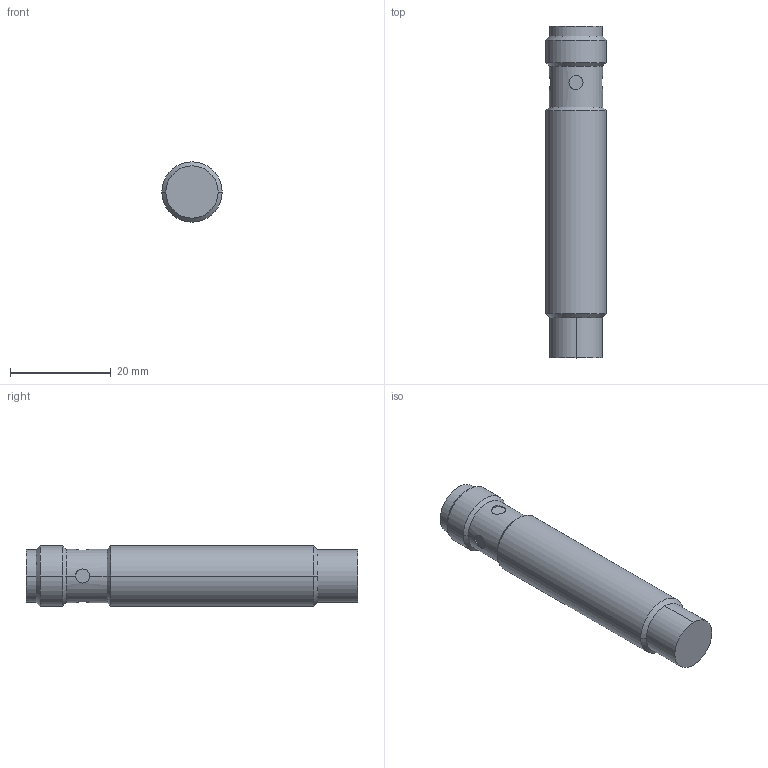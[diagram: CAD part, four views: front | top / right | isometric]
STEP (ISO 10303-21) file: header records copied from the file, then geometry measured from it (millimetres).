
FILE_DESCRIPTION((''),'2;1');
FILE_NAME('DM_CAD-2596','2017-06-06T',('creinig-se'),(''),'PRO/ENGINEER BY PARAMETRIC TECHNOLOGY CORPORATION, 2015440','PRO/ENGINEER BY PARAMETRIC TECHNOLOGY CORPORATION, 2015440','');
FILE_SCHEMA(('CONFIG_CONTROL_DESIGN'));
Length unit declared in the file: millimetre
Products named in the file (1): DM_CAD-2596
Bounding box: 12 x 66 x 12 mm (x, y, z)
Volume: 6401.2 mm3; surface area: 2997.2 mm2
Topology: 1 solids, 1 shells, 56 faces, 184 edges, 142 vertices
Faces by surface type: cylinder 29, plane 11, cone 8, sphere 8
Entity records: 2988 total; most frequent: CARTESIAN_POINT 411, DIRECTION 360, ORIENTED_EDGE 232, PRESENTATION_STYLE_ASSIGNMENT 219, STYLED_ITEM 189, CURVE_STYLE 182, AXIS2_PLACEMENT_3D 135, EDGE_CURVE 116
